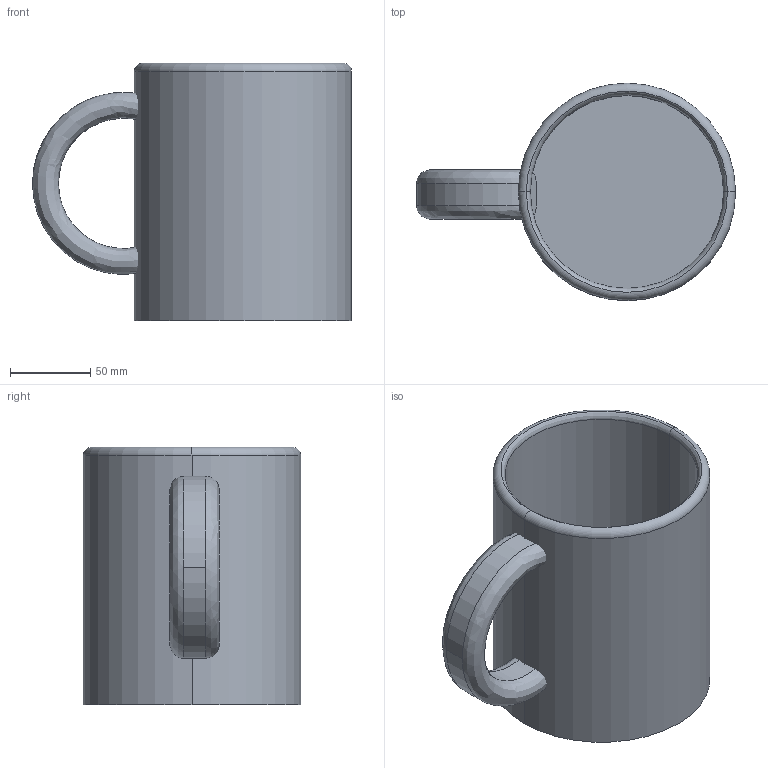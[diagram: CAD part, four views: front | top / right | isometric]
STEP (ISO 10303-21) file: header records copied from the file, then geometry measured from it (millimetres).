
FILE_DESCRIPTION (( 'STEP AP214' ), '1' );
FILE_NAME ('bardak montajý.STEP', '2021-08-11T17:53:48', ( '' ), ( '' ), 'SwSTEP 2.0', 'SolidWorks 2018', '' );
FILE_SCHEMA (( 'AUTOMOTIVE_DESIGN' ));
Length unit declared in the file: millimetre
Products named in the file (3): bardak; tutacak; bardak montajý
Assembly tree (2 placements, depth 2):
  bardak montajý
    bardak
    tutacak
Bounding box: 198.29 x 135 x 160 mm (x, y, z)
Volume: 668677.1 mm3; surface area: 166643 mm2
Topology: 2 solids, 2 shells, 18 faces, 36 edges, 22 vertices
Faces by surface type: cylinder 8, torus 4, plane 4, bspline 2
Entity records: 634 total; most frequent: CARTESIAN_POINT 135, DIRECTION 104, ORIENTED_EDGE 72, AXIS2_PLACEMENT_3D 47, EDGE_CURVE 36, CIRCLE 26, VERTEX_POINT 22, EDGE_LOOP 18
